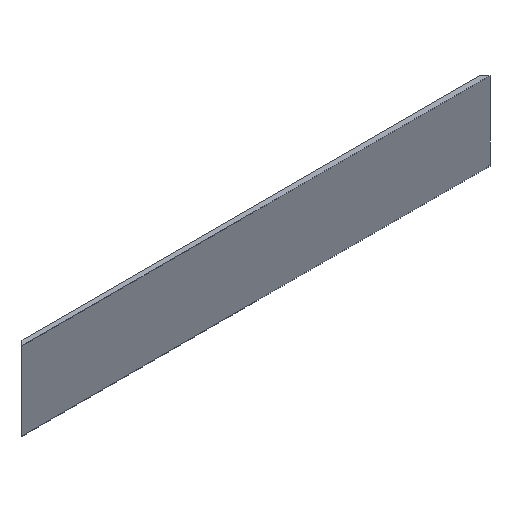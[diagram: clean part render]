
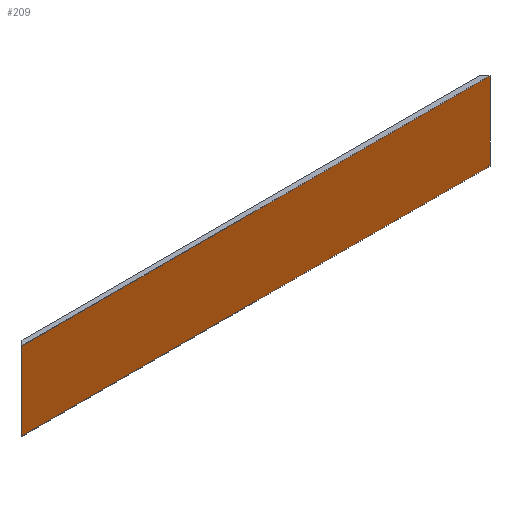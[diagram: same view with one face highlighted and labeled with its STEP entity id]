
A CAD part, isometric view. The second image highlights one B-rep face of the part: STEP entity #209.
In plain terms, the highlighted planar face has unit normal (0, -1, 0).
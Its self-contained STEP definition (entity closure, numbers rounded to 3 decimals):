
#23=FACE_OUTER_BOUND('',#34,.T.);
#34=EDGE_LOOP('',(#178,#179,#180,#181));
#50=LINE('',#318,#77);
#56=LINE('',#330,#83);
#61=LINE('',#339,#88);
#62=LINE('',#341,#89);
#77=VECTOR('',#258,10.);
#83=VECTOR('',#268,10.);
#88=VECTOR('',#279,10.);
#89=VECTOR('',#282,10.);
#102=VERTEX_POINT('',#315);
#103=VERTEX_POINT('',#317);
#106=VERTEX_POINT('',#327);
#107=VERTEX_POINT('',#329);
#122=EDGE_CURVE('',#103,#102,#50,.T.);
#128=EDGE_CURVE('',#107,#106,#56,.T.);
#133=EDGE_CURVE('',#107,#102,#61,.T.);
#134=EDGE_CURVE('',#106,#103,#62,.T.);
#178=ORIENTED_EDGE('',*,*,#133,.F.);
#179=ORIENTED_EDGE('',*,*,#128,.T.);
#180=ORIENTED_EDGE('',*,*,#134,.T.);
#181=ORIENTED_EDGE('',*,*,#122,.T.);
#198=PLANE('',#234);
#209=ADVANCED_FACE('',(#23),#198,.F.);
#234=AXIS2_PLACEMENT_3D('',#340,#280,#281);
#258=DIRECTION('',(0.,0.,1.));
#268=DIRECTION('',(0.,0.,-1.));
#279=DIRECTION('',(1.,0.,0.));
#280=DIRECTION('center_axis',(0.,1.,0.));
#281=DIRECTION('ref_axis',(0.,0.,1.));
#282=DIRECTION('',(1.,0.,0.));
#315=CARTESIAN_POINT('',(736.,0.,-10.));
#317=CARTESIAN_POINT('',(736.,0.,-135.));
#318=CARTESIAN_POINT('',(736.,0.,-103.75));
#327=CARTESIAN_POINT('',(-11.,0.,-135.));
#329=CARTESIAN_POINT('',(-11.,0.,-10.));
#330=CARTESIAN_POINT('',(-11.,0.,-103.75));
#339=CARTESIAN_POINT('',(0.,0.,-10.));
#340=CARTESIAN_POINT('Origin',(0.,0.,-135.));
#341=CARTESIAN_POINT('',(0.,0.,-135.));
